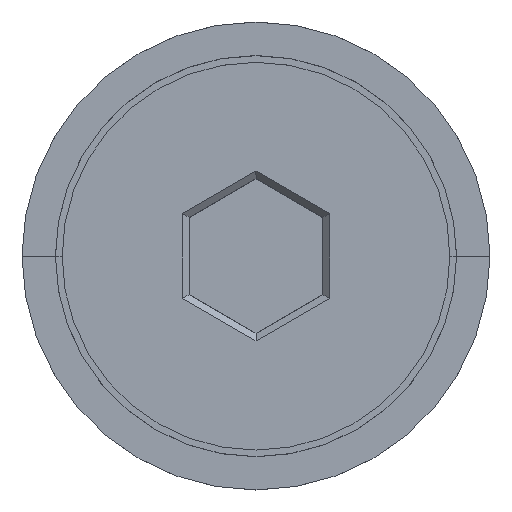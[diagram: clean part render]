
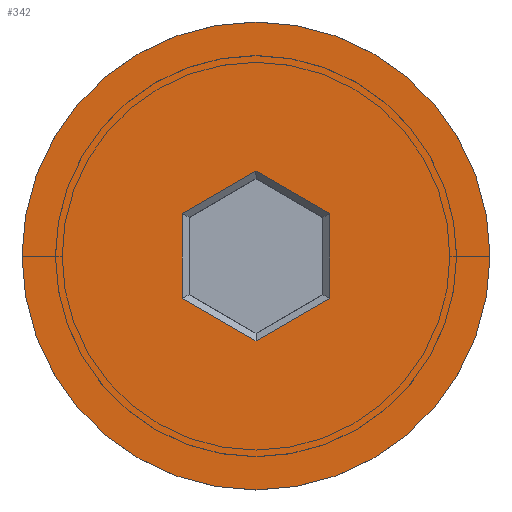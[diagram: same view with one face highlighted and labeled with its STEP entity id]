
A CAD part, top view. The second image highlights one B-rep face of the part: STEP entity #342.
In plain terms, the highlighted planar face has unit normal (0, 0, 1).
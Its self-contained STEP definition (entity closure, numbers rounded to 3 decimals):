
#6 = CARTESIAN_POINT ( 'NONE',  ( 0., -1.27, 0. ) ) ;
#7 = VERTEX_POINT ( 'NONE', #116 ) ;
#16 = CARTESIAN_POINT ( 'NONE',  ( -1.1, 0.635, 0. ) ) ;
#20 = ORIENTED_EDGE ( 'NONE', *, *, #897, .T. ) ;
#47 = CARTESIAN_POINT ( 'NONE',  ( -1.1, 0.577, 0. ) ) ;
#53 = VERTEX_POINT ( 'NONE', #778 ) ;
#116 = CARTESIAN_POINT ( 'NONE',  ( 0., 1.27, 0. ) ) ;
#155 = DIRECTION ( 'NONE',  ( 0., 0., 1. ) ) ;
#161 = LINE ( 'NONE', #47, #885 ) ;
#188 = ORIENTED_EDGE ( 'NONE', *, *, #1330, .T. ) ;
#237 = CARTESIAN_POINT ( 'NONE',  ( -1.1, -0.635, 0. ) ) ;
#258 = DIRECTION ( 'NONE',  ( 0., 0., 1. ) ) ;
#264 = EDGE_CURVE ( 'NONE', #53, #816, #934, .T. ) ;
#308 = VECTOR ( 'NONE', #328, 1000. ) ;
#317 = DIRECTION ( 'NONE',  ( -0.866, -0.5, 0. ) ) ;
#328 = DIRECTION ( 'NONE',  ( -0.866, 0.5, 0. ) ) ;
#337 = CARTESIAN_POINT ( 'NONE',  ( 1.05, 0.664, 0. ) ) ;
#342 = ADVANCED_FACE ( 'NONE', ( #1328, #1065 ), #1548, .T. ) ;
#351 = VERTEX_POINT ( 'NONE', #1084 ) ;
#353 = CARTESIAN_POINT ( 'NONE',  ( 0., 0., 0. ) ) ;
#362 = VERTEX_POINT ( 'NONE', #1569 ) ;
#393 = EDGE_CURVE ( 'NONE', #816, #1049, #450, .T. ) ;
#408 = VECTOR ( 'NONE', #317, 1000. ) ;
#421 = DIRECTION ( 'NONE',  ( 0.866, 0.5, 0. ) ) ;
#439 = DIRECTION ( 'NONE',  ( 0.866, -0.5, 0. ) ) ;
#450 = LINE ( 'NONE', #721, #308 ) ;
#461 = VECTOR ( 'NONE', #439, 1000. ) ;
#502 = EDGE_CURVE ( 'NONE', #1049, #1133, #161, .T. ) ;
#584 = ORIENTED_EDGE ( 'NONE', *, *, #1361, .T. ) ;
#611 = LINE ( 'NONE', #1591, #794 ) ;
#617 = CIRCLE ( 'NONE', #1493, 3.5 ) ;
#705 = DIRECTION ( 'NONE',  ( 1., 0., 0. ) ) ;
#721 = CARTESIAN_POINT ( 'NONE',  ( -1.05, -0.664, 0. ) ) ;
#768 = EDGE_LOOP ( 'NONE', ( #1204, #584, #188, #20, #1062, #1089 ) ) ;
#778 = CARTESIAN_POINT ( 'NONE',  ( 1.1, -0.635, 0. ) ) ;
#794 = VECTOR ( 'NONE', #1253, 1000. ) ;
#803 = DIRECTION ( 'NONE',  ( 0., 1., 0. ) ) ;
#814 = CARTESIAN_POINT ( 'NONE',  ( -0.05, 1.241, 0. ) ) ;
#816 = VERTEX_POINT ( 'NONE', #6 ) ;
#836 = EDGE_CURVE ( 'NONE', #351, #362, #1363, .T. ) ;
#885 = VECTOR ( 'NONE', #803, 1000. ) ;
#897 = EDGE_CURVE ( 'NONE', #1307, #53, #611, .T. ) ;
#934 = LINE ( 'NONE', #1317, #408 ) ;
#955 = AXIS2_PLACEMENT_3D ( 'NONE', #353, #1093, #705 ) ;
#986 = CARTESIAN_POINT ( 'NONE',  ( 0., 0., 0. ) ) ;
#1013 = DIRECTION ( 'NONE',  ( 1., 0., 0. ) ) ;
#1049 = VERTEX_POINT ( 'NONE', #237 ) ;
#1054 = ORIENTED_EDGE ( 'NONE', *, *, #836, .T. ) ;
#1062 = ORIENTED_EDGE ( 'NONE', *, *, #264, .T. ) ;
#1063 = LINE ( 'NONE', #814, #1109 ) ;
#1065 = FACE_OUTER_BOUND ( 'NONE', #1212, .T. ) ;
#1084 = CARTESIAN_POINT ( 'NONE',  ( -3.5, 0., 0. ) ) ;
#1089 = ORIENTED_EDGE ( 'NONE', *, *, #393, .T. ) ;
#1093 = DIRECTION ( 'NONE',  ( 0., 0., 1. ) ) ;
#1109 = VECTOR ( 'NONE', #421, 1000. ) ;
#1123 = EDGE_CURVE ( 'NONE', #362, #351, #617, .T. ) ;
#1133 = VERTEX_POINT ( 'NONE', #16 ) ;
#1204 = ORIENTED_EDGE ( 'NONE', *, *, #502, .T. ) ;
#1212 = EDGE_LOOP ( 'NONE', ( #1538, #1054 ) ) ;
#1248 = DIRECTION ( 'NONE',  ( 1., 0., 0. ) ) ;
#1253 = DIRECTION ( 'NONE',  ( 0., -1., 0. ) ) ;
#1255 = CARTESIAN_POINT ( 'NONE',  ( 0., 0., 0. ) ) ;
#1286 = CARTESIAN_POINT ( 'NONE',  ( 1.1, 0.635, 0. ) ) ;
#1307 = VERTEX_POINT ( 'NONE', #1286 ) ;
#1317 = CARTESIAN_POINT ( 'NONE',  ( 0.05, -1.241, 0. ) ) ;
#1328 = FACE_BOUND ( 'NONE', #768, .T. ) ;
#1330 = EDGE_CURVE ( 'NONE', #7, #1307, #1422, .T. ) ;
#1361 = EDGE_CURVE ( 'NONE', #1133, #7, #1063, .T. ) ;
#1363 = CIRCLE ( 'NONE', #1387, 3.5 ) ;
#1387 = AXIS2_PLACEMENT_3D ( 'NONE', #986, #258, #1248 ) ;
#1422 = LINE ( 'NONE', #337, #461 ) ;
#1493 = AXIS2_PLACEMENT_3D ( 'NONE', #1255, #155, #1013 ) ;
#1538 = ORIENTED_EDGE ( 'NONE', *, *, #1123, .T. ) ;
#1548 = PLANE ( 'NONE',  #955 ) ;
#1569 = CARTESIAN_POINT ( 'NONE',  ( 3.5, 0., 0. ) ) ;
#1591 = CARTESIAN_POINT ( 'NONE',  ( 1.1, -0.577, 0. ) ) ;
